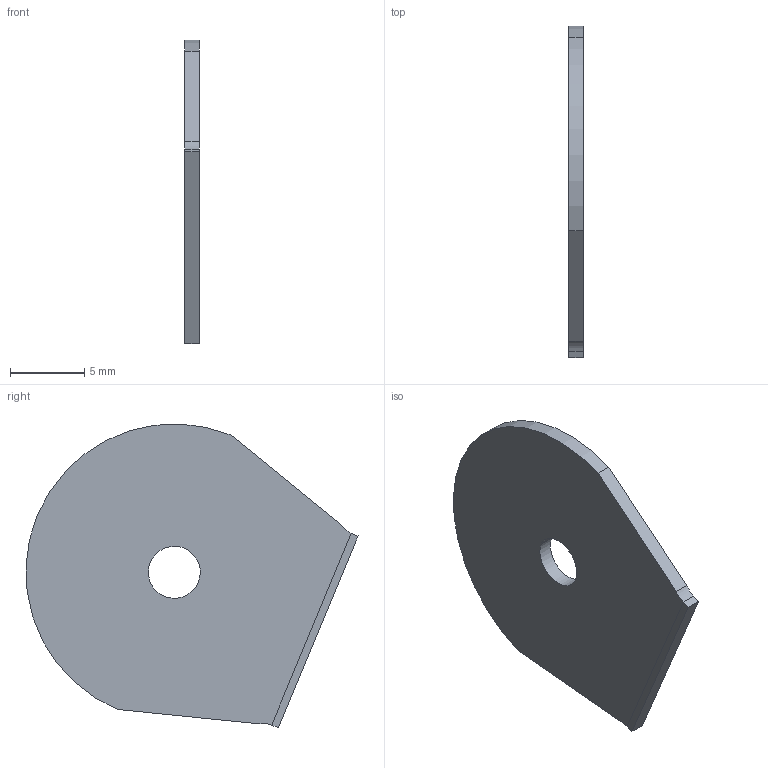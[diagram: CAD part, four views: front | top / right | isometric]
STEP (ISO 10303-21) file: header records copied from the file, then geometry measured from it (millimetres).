
FILE_DESCRIPTION(/* description */ ('VariCAD 2021-1.02 AP-214'),/* implementation_level */ '2;1');
FILE_NAME(/* name */ 'part-52_Shell_Bracket.stp',/* time_stamp */ '2022-06-12T18:30:29+02:00',/* author */ (''),/* organization */ (''),/* preprocessor_version */ 'VariCAD 2021-1.02',/* originating_system */ 'VariCAD 2021-1.02; kernel version (20180118)',/* authorisation */ '');
FILE_SCHEMA(('AUTOMOTIVE_DESIGN'));
Length unit declared in the file: millimetre
Products named in the file (2): part-52_Shell_Bracket
Assembly tree (1 placements, depth 2):
  part-52_Shell_Bracket
    (unnamed)
Bounding box: 1 x 22.37 x 20.48 mm (x, y, z)
Volume: 324.4 mm3; surface area: 727.1 mm2
Topology: 1 solids, 1 shells, 15 faces, 35 edges, 22 vertices
Faces by surface type: plane 9, cylinder 6
Entity records: 487 total; most frequent: DIRECTION 85, CARTESIAN_POINT 76, ORIENTED_EDGE 70, EDGE_CURVE 35, AXIS2_PLACEMENT_3D 31, LINE 23, VECTOR 23, VERTEX_POINT 22
